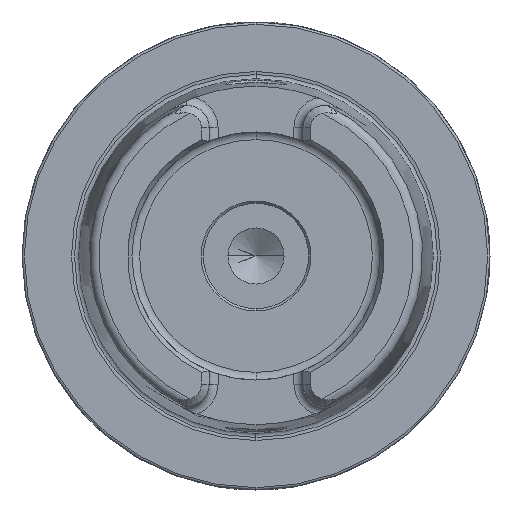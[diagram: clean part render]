
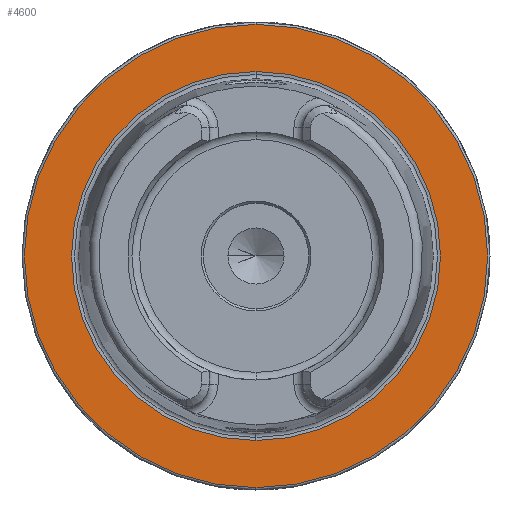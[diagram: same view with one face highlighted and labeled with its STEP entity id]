
A CAD part, left-side view. The second image highlights one B-rep face of the part: STEP entity #4600.
In plain terms, the highlighted planar face has unit normal (-1, 0, 0).
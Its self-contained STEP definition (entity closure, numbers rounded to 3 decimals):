
#1057 = CARTESIAN_POINT ( 'NONE',  ( 0., 0., 0. ) ) ;
#1058 = DIRECTION ( 'NONE',  ( -1., 0., 0. ) ) ;
#1059 = DIRECTION ( 'NONE',  ( 0., 0., 1. ) ) ;
#1060 = CARTESIAN_POINT ( 'NONE',  ( 0., 0., 0. ) ) ;
#1061 = DIRECTION ( 'NONE',  ( -1., 0., 0. ) ) ;
#1062 = DIRECTION ( 'NONE',  ( 0., 0., 1. ) ) ;
#3272 = CARTESIAN_POINT ( 'NONE',  ( 0., 0., 0. ) ) ;
#3273 = DIRECTION ( 'NONE',  ( -1., 0., 0. ) ) ;
#3274 = DIRECTION ( 'NONE',  ( 0., 0., 1. ) ) ;
#3283 = CARTESIAN_POINT ( 'NONE',  ( 0., 0., 0. ) ) ;
#3284 = DIRECTION ( 'NONE',  ( -1., 0., 0. ) ) ;
#3285 = DIRECTION ( 'NONE',  ( 0., 0., 1. ) ) ;
#3799 = ORIENTED_EDGE ( 'NONE', *, *, #9802, .F. ) ;
#3817 = ORIENTED_EDGE ( 'NONE', *, *, #10060, .F. ) ;
#3822 = ORIENTED_EDGE ( 'NONE', *, *, #10059, .T. ) ;
#3838 = ORIENTED_EDGE ( 'NONE', *, *, #9806, .T. ) ;
#4430 = FACE_BOUND ( 'NONE', #11115, .T. ) ;
#4440 = FACE_OUTER_BOUND ( 'NONE', #10918, .T. ) ;
#4600 = ADVANCED_FACE ( 'NONE', ( #4430, #4440 ), #7187, .F. ) ;
#4796 = CARTESIAN_POINT ( 'NONE',  ( 0., 0., -39.414 ) ) ;
#4798 = CARTESIAN_POINT ( 'NONE',  ( 0., 0., 39.414 ) ) ;
#4803 = CARTESIAN_POINT ( 'NONE',  ( 0., 0., -49.5 ) ) ;
#4805 = CARTESIAN_POINT ( 'NONE',  ( 0., 0., 49.5 ) ) ;
#5068 = VERTEX_POINT ( 'NONE', #4796 ) ;
#5069 = VERTEX_POINT ( 'NONE', #4798 ) ;
#5072 = VERTEX_POINT ( 'NONE', #4803 ) ;
#5073 = VERTEX_POINT ( 'NONE', #4805 ) ;
#5416 = CIRCLE ( 'NONE', #10549, 49.5 ) ;
#5423 = CIRCLE ( 'NONE', #10546, 39.414 ) ;
#7187 = PLANE ( 'NONE',  #10269 ) ;
#7193 = DIRECTION ( 'NONE',  ( 0., 0., -1. ) ) ;
#7194 = CARTESIAN_POINT ( 'NONE',  ( 0., 49.5, 0. ) ) ;
#7195 = DIRECTION ( 'NONE',  ( 1., 0., 0. ) ) ;
#9802 = EDGE_CURVE ( 'NONE', #5068, #5069, #5423, .T. ) ;
#9806 = EDGE_CURVE ( 'NONE', #5073, #5072, #5416, .T. ) ;
#10059 = EDGE_CURVE ( 'NONE', #5072, #5073, #11237, .T. ) ;
#10060 = EDGE_CURVE ( 'NONE', #5069, #5068, #11238, .T. ) ;
#10269 = AXIS2_PLACEMENT_3D ( 'NONE', #7194, #7195, #7193 ) ;
#10546 = AXIS2_PLACEMENT_3D ( 'NONE', #3272, #3273, #3274 ) ;
#10549 = AXIS2_PLACEMENT_3D ( 'NONE', #3283, #3284, #3285 ) ;
#10622 = AXIS2_PLACEMENT_3D ( 'NONE', #1057, #1058, #1059 ) ;
#10623 = AXIS2_PLACEMENT_3D ( 'NONE', #1060, #1061, #1062 ) ;
#10918 = EDGE_LOOP ( 'NONE', ( #3838, #3822 ) ) ;
#11115 = EDGE_LOOP ( 'NONE', ( #3817, #3799 ) ) ;
#11237 = CIRCLE ( 'NONE', #10622, 49.5 ) ;
#11238 = CIRCLE ( 'NONE', #10623, 39.414 ) ;
